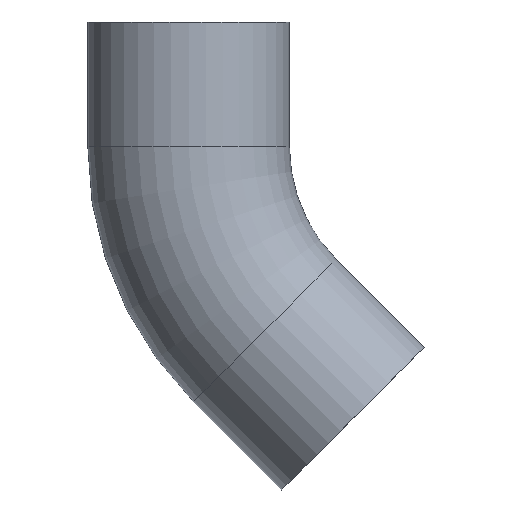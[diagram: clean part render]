
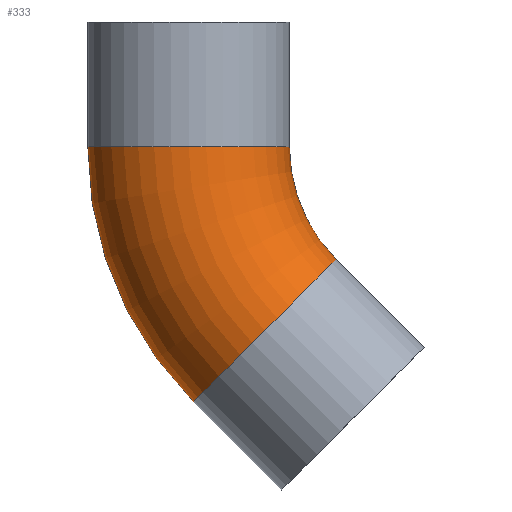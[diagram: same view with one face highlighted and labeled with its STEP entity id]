
A CAD part, front view. The second image highlights one B-rep face of the part: STEP entity #333.
In plain terms, the highlighted toroidal (fillet/blend) face has major radius 114.5 mm and minor radius 44.45 mm.
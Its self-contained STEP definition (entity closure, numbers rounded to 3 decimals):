
#26 = DIRECTION ( 'NONE',  ( 0., 0., 1. ) ) ;
#35 = CARTESIAN_POINT ( 'NONE',  ( -70.05, 0., 0. ) ) ;
#64 = EDGE_CURVE ( 'NONE', #147, #196, #65, .T. ) ;
#65 = CIRCLE ( 'NONE', #184, 158.95 ) ;
#76 = CARTESIAN_POINT ( 'NONE',  ( -49.533, 0., -49.533 ) ) ;
#95 = AXIS2_PLACEMENT_3D ( 'NONE', #185, #324, #183 ) ;
#96 = DIRECTION ( 'NONE',  ( 0., 0., 1. ) ) ;
#97 = EDGE_LOOP ( 'NONE', ( #285, #387, #403, #370 ) ) ;
#101 = DIRECTION ( 'NONE',  ( -0.707, 0., 0.707 ) ) ;
#114 = EDGE_CURVE ( 'NONE', #331, #305, #401, .T. ) ;
#147 = VERTEX_POINT ( 'NONE', #381 ) ;
#162 = EDGE_CURVE ( 'NONE', #147, #331, #358, .T. ) ;
#178 = CARTESIAN_POINT ( 'NONE',  ( 0., 0., 0. ) ) ;
#183 = DIRECTION ( 'NONE',  ( 0., 0., 1. ) ) ;
#184 = AXIS2_PLACEMENT_3D ( 'NONE', #178, #419, #96 ) ;
#185 = CARTESIAN_POINT ( 'NONE',  ( 0., 0., 0. ) ) ;
#186 = FACE_OUTER_BOUND ( 'NONE', #97, .T. ) ;
#196 = VERTEX_POINT ( 'NONE', #376 ) ;
#206 = DIRECTION ( 'NONE',  ( 0., 1., 0. ) ) ;
#213 = EDGE_CURVE ( 'NONE', #196, #305, #368, .T. ) ;
#218 = TOROIDAL_SURFACE ( 'NONE', #95, 114.5, 44.45 ) ;
#220 = AXIS2_PLACEMENT_3D ( 'NONE', #444, #272, #372 ) ;
#244 = DIRECTION ( 'NONE',  ( 0.707, 0., 0.707 ) ) ;
#265 = AXIS2_PLACEMENT_3D ( 'NONE', #449, #101, #244 ) ;
#272 = DIRECTION ( 'NONE',  ( 0., 0., 1. ) ) ;
#285 = ORIENTED_EDGE ( 'NONE', *, *, #64, .F. ) ;
#305 = VERTEX_POINT ( 'NONE', #35 ) ;
#324 = DIRECTION ( 'NONE',  ( 0., 1., 0. ) ) ;
#331 = VERTEX_POINT ( 'NONE', #76 ) ;
#333 = ADVANCED_FACE ( 'NONE', ( #186 ), #218, .T. ) ;
#358 = CIRCLE ( 'NONE', #265, 44.45 ) ;
#368 = CIRCLE ( 'NONE', #220, 44.45 ) ;
#370 = ORIENTED_EDGE ( 'NONE', *, *, #213, .F. ) ;
#372 = DIRECTION ( 'NONE',  ( 1., 0., 0. ) ) ;
#376 = CARTESIAN_POINT ( 'NONE',  ( -158.95, 0., 0. ) ) ;
#378 = CARTESIAN_POINT ( 'NONE',  ( 0., 0., 0. ) ) ;
#381 = CARTESIAN_POINT ( 'NONE',  ( -112.395, 0., -112.395 ) ) ;
#387 = ORIENTED_EDGE ( 'NONE', *, *, #162, .T. ) ;
#401 = CIRCLE ( 'NONE', #435, 70.05 ) ;
#403 = ORIENTED_EDGE ( 'NONE', *, *, #114, .T. ) ;
#419 = DIRECTION ( 'NONE',  ( 0., 1., 0. ) ) ;
#435 = AXIS2_PLACEMENT_3D ( 'NONE', #378, #206, #26 ) ;
#444 = CARTESIAN_POINT ( 'NONE',  ( -114.5, 0., 0. ) ) ;
#449 = CARTESIAN_POINT ( 'NONE',  ( -80.964, 0., -80.964 ) ) ;
